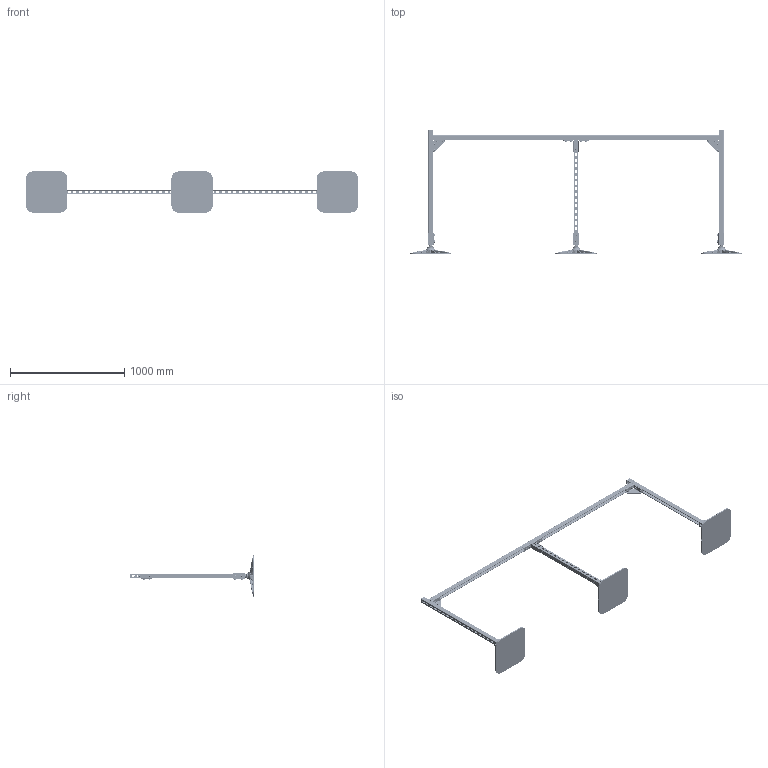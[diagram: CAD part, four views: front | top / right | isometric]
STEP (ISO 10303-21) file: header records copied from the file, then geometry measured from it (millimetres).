
FILE_DESCRIPTION(/* description */ (''),/* implementation_level */ '2;1');
FILE_NAME(/* name */ 'KM-TR-F-SSHRAD-2500x1000.iam.stp',/* time_stamp */ '2024-05-20T14:43:46+03:00',/* author */ ('Данилков С.А.'),/* organization */ (''),/* preprocessor_version */ 'ST-DEVELOPER v19.2',/* originating_system */ 'Autodesk Inventor 2023',/* authorisation */ '');
FILE_SCHEMA (('AUTOMOTIVE_DESIGN { 1 0 10303 214 3 1 1 }'));
Products named in the file (25): KM-TR-F-SSfHCAD-D80; СДЕН.304110.2500.250; СДЕН.304110.1000.250; 30843.41; СДЕН.435001.05.01.450; СДЕН.435001.05.02; СДЕН.308130.001; СДЕН.435001.05.01.450_1; KM-TR-F-KOP41-41; СДЕН433103.03; 433103.04; 433103.05 Шайба сфера; DIN 934 - M16; СДЕН.433103.02; 433103.06 Шайба сфера 
большая; DIN 933 - M16  x 60; СДЕН.433103.01; СДЕН.304110.0900.250; 450210.10 Гайка канальная 
М10, GK10; СДЕН.435001.05.02_1; СДЕН.308330.001; DIN 125-2 - A 10,5; DIN 127 - A 10; DIN 933 - M10  x 30; 450210.12 Гайка канальная 
М12, GK12
Assembly tree (80 placements, depth 4):
  KM-TR-F-SSfHCAD-D80
    СДЕН.435001.05.02  x2
      СДЕН.308130.001
      DIN 125-2 - A 10,5
      DIN 127 - A 10
      DIN 933 - M10  x 30
      450210.12 Гайка канальная 
М12, GK12
    СДЕН.304110.2500.250
    СДЕН.304110.1000.250  x2
    30843.41  x2
    СДЕН.435001.05.01.450  x2
      KM-TR-F-KOP41-41
        СДЕН433103.03
        433103.04
        433103.05 Шайба сфера
        DIN 934 - M16
        СДЕН.433103.02
        433103.06 Шайба сфера 
большая
        DIN 933 - M16  x 60
        СДЕН.433103.01
      450210.10 Гайка канальная 
М10, GK10
      DIN 125-2 - A 10,5
      DIN 127 - A 10
      DIN 933 - M10  x 30
    СДЕН.435001.05.01.450_1
      KM-TR-F-KOP41-41
        СДЕН433103.03
        433103.04
        433103.05 Шайба сфера
        DIN 934 - M16
        СДЕН.433103.02
        433103.06 Шайба сфера 
большая
        DIN 933 - M16  x 60
        СДЕН.433103.01
      СДЕН.304110.0900.250
      450210.10 Гайка канальная 
М10, GK10  x2
      DIN 125-2 - A 10,5  x2
      DIN 127 - A 10  x2
      DIN 933 - M10  x 30  x2
      СДЕН.435001.05.02_1
        СДЕН.308330.001
        DIN 125-2 - A 10,5  x6
        DIN 127 - A 10  x6
        DIN 933 - M10  x 30  x6
        450210.12 Гайка канальная 
М12, GK12  x6
Bounding box: 2903.5 x 1092.6 x 361 mm (x, y, z)
Volume: 6642597.7 mm3; surface area: 3884079 mm2
Topology: 116 solids, 116 shells, 6629 faces, 17859 edges, 11985 vertices
Faces by surface type: plane 2964, cylinder 2838, torus 504, cone 196, sphere 72, bspline 55
Full cylindrical faces by diameter (mm): 9.188 x20, 10 x26, 10.5 x20, 12 x14, 13 x8, 13.835 x3, 14 x10, 14.917 x3, 15.4 x20, 16 x3, 16.5 x6, 18 x3, 20 x68, 22 x3, 33 x3, 38 x3, 56 x3, 63 x3, 78 x3
Entity records: 73897 total; most frequent: CARTESIAN_POINT 19153, ORIENTED_EDGE 11142, DIRECTION 10916, EDGE_CURVE 5571, AXIS2_PLACEMENT_3D 3981, VERTEX_POINT 3738, LINE 2954, VECTOR 2954
